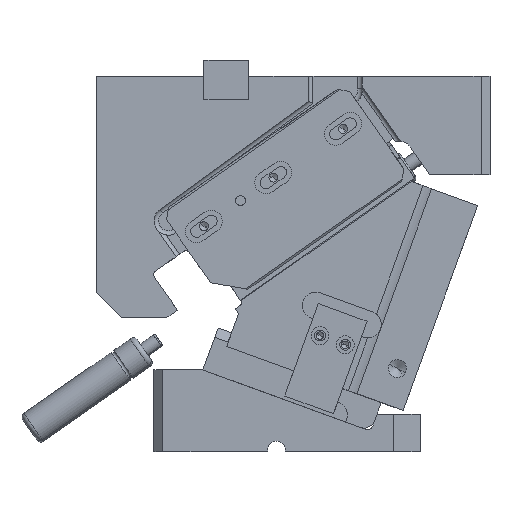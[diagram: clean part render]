
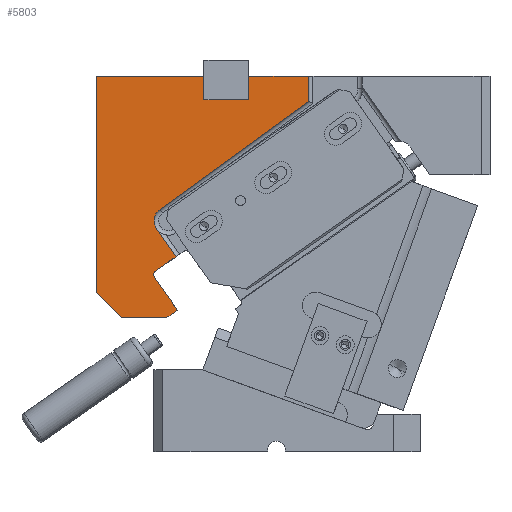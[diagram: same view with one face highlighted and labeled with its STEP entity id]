
A CAD part, front view. The second image highlights one B-rep face of the part: STEP entity #5803.
In plain terms, the highlighted planar face has unit normal (0, -1, 0).
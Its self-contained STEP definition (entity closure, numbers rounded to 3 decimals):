
#5044=CARTESIAN_POINT('Line Origine',(-128.368,-24.,-20.)) ;
#5048=CARTESIAN_POINT('Vertex',(-141.,-24.,-20.)) ;
#5050=CARTESIAN_POINT('Vertex',(-115.735,-24.,-20.)) ;
#5331=CARTESIAN_POINT('Vertex',(-155.,-24.,115.)) ;
#5364=CARTESIAN_POINT('Vertex',(-155.,-24.,-6.)) ;
#5367=CARTESIAN_POINT('Line Origine',(-155.,-24.,54.5)) ;
#5407=CARTESIAN_POINT('Line Origine',(-148.,-24.,-13.)) ;
#5435=CARTESIAN_POINT('Vertex',(-109.775,-24.,-15.826)) ;
#5438=CARTESIAN_POINT('Line Origine',(-112.755,-24.,-17.913)) ;
#5690=CARTESIAN_POINT('Axis2P3D Location',(0.,-24.,0.)) ;
#5695=CARTESIAN_POINT('Line Origine',(-116.228,-24.,-6.611)) ;
#5699=CARTESIAN_POINT('Vertex',(-122.68,-24.,2.604)) ;
#5702=CARTESIAN_POINT('Axis2P3D Location',(-120.632,-24.,4.038)) ;
#5706=CARTESIAN_POINT('Vertex',(-122.066,-24.,6.086)) ;
#5709=CARTESIAN_POINT('Line Origine',(-116.332,-24.,10.101)) ;
#5713=CARTESIAN_POINT('Vertex',(-110.598,-24.,14.116)) ;
#5716=CARTESIAN_POINT('Line Origine',(-115.958,-24.,21.771)) ;
#5720=CARTESIAN_POINT('Vertex',(-121.318,-24.,29.425)) ;
#5723=CARTESIAN_POINT('Line Origine',(-121.317,-24.,29.425)) ;
#5727=CARTESIAN_POINT('Vertex',(-121.317,-24.,29.426)) ;
#5730=CARTESIAN_POINT('Axis2P3D Location',(-114.844,-24.,34.128)) ;
#5734=CARTESIAN_POINT('Vertex',(-119.547,-24.,40.6)) ;
#5737=CARTESIAN_POINT('Line Origine',(-78.023,-24.,70.769)) ;
#5741=CARTESIAN_POINT('Vertex',(-36.5,-24.,100.937)) ;
#5744=CARTESIAN_POINT('Line Origine',(-36.5,-24.,107.969)) ;
#5748=CARTESIAN_POINT('Vertex',(-36.5,-24.,115.)) ;
#5751=CARTESIAN_POINT('Line Origine',(-53.25,-24.,115.)) ;
#5755=CARTESIAN_POINT('Vertex',(-70.,-24.,115.)) ;
#5758=CARTESIAN_POINT('Line Origine',(-70.,-24.,108.5)) ;
#5762=CARTESIAN_POINT('Vertex',(-70.,-24.,102.)) ;
#5765=CARTESIAN_POINT('Line Origine',(-82.5,-24.,102.)) ;
#5769=CARTESIAN_POINT('Vertex',(-95.,-24.,102.)) ;
#5772=CARTESIAN_POINT('Line Origine',(-95.,-24.,108.5)) ;
#5776=CARTESIAN_POINT('Vertex',(-95.,-24.,115.)) ;
#5779=CARTESIAN_POINT('Line Origine',(-125.,-24.,115.)) ;
#5045=DIRECTION('Vector Direction',(1.,0.,0.)) ;
#5368=DIRECTION('Vector Direction',(0.,0.,-1.)) ;
#5408=DIRECTION('Vector Direction',(0.707,0.,-0.707)) ;
#5439=DIRECTION('Vector Direction',(-0.819,0.,-0.574)) ;
#5691=DIRECTION('Axis2P3D Direction',(0.,1.,0.)) ;
#5692=DIRECTION('Axis2P3D XDirection',(-0.996,0.,0.087)) ;
#5696=DIRECTION('Vector Direction',(0.574,0.,-0.819)) ;
#5703=DIRECTION('Axis2P3D Direction',(0.,1.,0.)) ;
#5710=DIRECTION('Vector Direction',(-0.819,0.,-0.574)) ;
#5717=DIRECTION('Vector Direction',(-0.574,0.,0.819)) ;
#5724=DIRECTION('Vector Direction',(-0.809,0.,-0.588)) ;
#5731=DIRECTION('Axis2P3D Direction',(0.,1.,0.)) ;
#5738=DIRECTION('Vector Direction',(-0.809,0.,-0.588)) ;
#5745=DIRECTION('Vector Direction',(0.,0.,1.)) ;
#5752=DIRECTION('Vector Direction',(1.,0.,0.)) ;
#5759=DIRECTION('Vector Direction',(0.,0.,1.)) ;
#5766=DIRECTION('Vector Direction',(1.,0.,0.)) ;
#5773=DIRECTION('Vector Direction',(0.,0.,1.)) ;
#5780=DIRECTION('Vector Direction',(1.,0.,0.)) ;
#5693=AXIS2_PLACEMENT_3D('Plane Axis2P3D',#5690,#5691,#5692) ;
#5704=AXIS2_PLACEMENT_3D('Circle Axis2P3D',#5702,#5703,$) ;
#5732=AXIS2_PLACEMENT_3D('Circle Axis2P3D',#5730,#5731,$) ;
#5785=ORIENTED_EDGE('',*,*,#5052,.T.) ;
#5786=ORIENTED_EDGE('',*,*,#5442,.F.) ;
#5787=ORIENTED_EDGE('',*,*,#5701,.F.) ;
#5788=ORIENTED_EDGE('',*,*,#5708,.T.) ;
#5789=ORIENTED_EDGE('',*,*,#5715,.F.) ;
#5790=ORIENTED_EDGE('',*,*,#5722,.T.) ;
#5791=ORIENTED_EDGE('',*,*,#5729,.F.) ;
#5792=ORIENTED_EDGE('',*,*,#5736,.T.) ;
#5793=ORIENTED_EDGE('',*,*,#5743,.F.) ;
#5794=ORIENTED_EDGE('',*,*,#5750,.T.) ;
#5795=ORIENTED_EDGE('',*,*,#5757,.F.) ;
#5796=ORIENTED_EDGE('',*,*,#5764,.F.) ;
#5797=ORIENTED_EDGE('',*,*,#5771,.F.) ;
#5798=ORIENTED_EDGE('',*,*,#5778,.T.) ;
#5799=ORIENTED_EDGE('',*,*,#5783,.F.) ;
#5800=ORIENTED_EDGE('',*,*,#5371,.T.) ;
#5801=ORIENTED_EDGE('',*,*,#5411,.F.) ;
#5046=VECTOR('Line Direction',#5045,1.) ;
#5369=VECTOR('Line Direction',#5368,1.) ;
#5409=VECTOR('Line Direction',#5408,1.) ;
#5440=VECTOR('Line Direction',#5439,1.) ;
#5697=VECTOR('Line Direction',#5696,1.) ;
#5711=VECTOR('Line Direction',#5710,1.) ;
#5718=VECTOR('Line Direction',#5717,1.) ;
#5725=VECTOR('Line Direction',#5724,1.) ;
#5739=VECTOR('Line Direction',#5738,1.) ;
#5746=VECTOR('Line Direction',#5745,1.) ;
#5753=VECTOR('Line Direction',#5752,1.) ;
#5760=VECTOR('Line Direction',#5759,1.) ;
#5767=VECTOR('Line Direction',#5766,1.) ;
#5774=VECTOR('Line Direction',#5773,1.) ;
#5781=VECTOR('Line Direction',#5780,1.) ;
#5803=ADVANCED_FACE('SCHIEBERBETT',(#5802),#5694,.F.) ;
#5705=CIRCLE('generated circle',#5704,2.5) ;
#5733=CIRCLE('generated circle',#5732,8.) ;
#5052=EDGE_CURVE('',#5049,#5051,#5047,.T.) ;
#5371=EDGE_CURVE('',#5332,#5365,#5370,.T.) ;
#5411=EDGE_CURVE('',#5049,#5365,#5410,.F.) ;
#5442=EDGE_CURVE('',#5436,#5051,#5441,.T.) ;
#5701=EDGE_CURVE('',#5700,#5436,#5698,.T.) ;
#5708=EDGE_CURVE('',#5700,#5707,#5705,.T.) ;
#5715=EDGE_CURVE('',#5714,#5707,#5712,.T.) ;
#5722=EDGE_CURVE('',#5714,#5721,#5719,.T.) ;
#5729=EDGE_CURVE('',#5728,#5721,#5726,.T.) ;
#5736=EDGE_CURVE('',#5728,#5735,#5733,.T.) ;
#5743=EDGE_CURVE('',#5742,#5735,#5740,.T.) ;
#5750=EDGE_CURVE('',#5742,#5749,#5747,.T.) ;
#5757=EDGE_CURVE('',#5756,#5749,#5754,.T.) ;
#5764=EDGE_CURVE('',#5763,#5756,#5761,.T.) ;
#5771=EDGE_CURVE('',#5770,#5763,#5768,.T.) ;
#5778=EDGE_CURVE('',#5770,#5777,#5775,.T.) ;
#5783=EDGE_CURVE('',#5332,#5777,#5782,.T.) ;
#5784=EDGE_LOOP('',(#5785,#5786,#5787,#5788,#5789,#5790,#5791,#5792,#5793,#5794,#5795,#5796,#5797,#5798,#5799,#5800,#5801)) ;
#5802=FACE_OUTER_BOUND('',#5784,.T.) ;
#5047=LINE('Line',#5044,#5046) ;
#5370=LINE('Line',#5367,#5369) ;
#5410=LINE('Line',#5407,#5409) ;
#5441=LINE('Line',#5438,#5440) ;
#5698=LINE('Line',#5695,#5697) ;
#5712=LINE('Line',#5709,#5711) ;
#5719=LINE('Line',#5716,#5718) ;
#5726=LINE('Line',#5723,#5725) ;
#5740=LINE('Line',#5737,#5739) ;
#5747=LINE('Line',#5744,#5746) ;
#5754=LINE('Line',#5751,#5753) ;
#5761=LINE('Line',#5758,#5760) ;
#5768=LINE('Line',#5765,#5767) ;
#5775=LINE('Line',#5772,#5774) ;
#5782=LINE('Line',#5779,#5781) ;
#5694=PLANE('',#5693) ;
#5049=VERTEX_POINT('',#5048) ;
#5051=VERTEX_POINT('',#5050) ;
#5332=VERTEX_POINT('',#5331) ;
#5365=VERTEX_POINT('',#5364) ;
#5436=VERTEX_POINT('',#5435) ;
#5700=VERTEX_POINT('',#5699) ;
#5707=VERTEX_POINT('',#5706) ;
#5714=VERTEX_POINT('',#5713) ;
#5721=VERTEX_POINT('',#5720) ;
#5728=VERTEX_POINT('',#5727) ;
#5735=VERTEX_POINT('',#5734) ;
#5742=VERTEX_POINT('',#5741) ;
#5749=VERTEX_POINT('',#5748) ;
#5756=VERTEX_POINT('',#5755) ;
#5763=VERTEX_POINT('',#5762) ;
#5770=VERTEX_POINT('',#5769) ;
#5777=VERTEX_POINT('',#5776) ;
